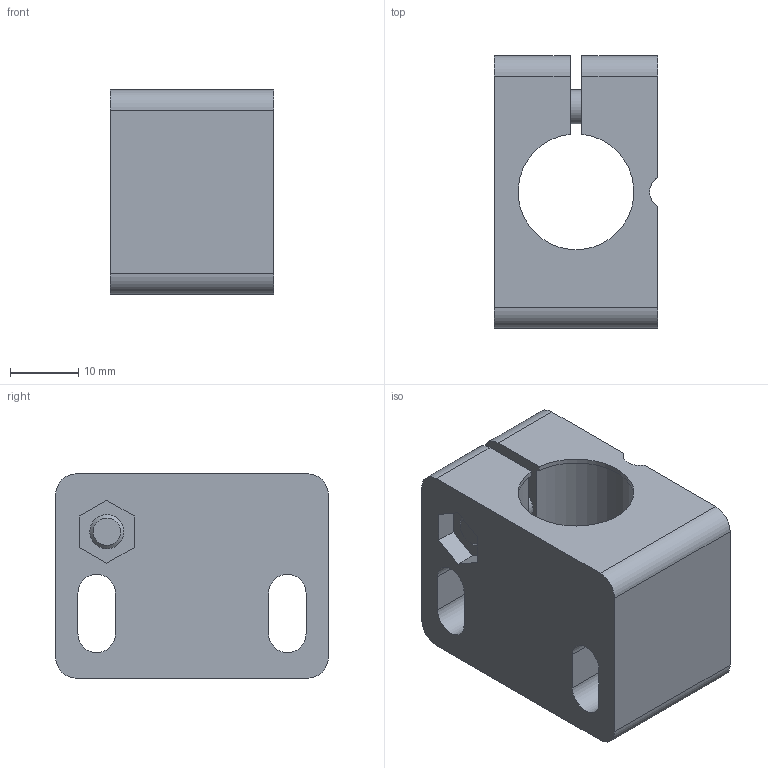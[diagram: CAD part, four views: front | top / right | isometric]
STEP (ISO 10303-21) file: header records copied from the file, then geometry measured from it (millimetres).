
FILE_DESCRIPTION(/* description */ ('STEP AP214'),/* implementation_level */ '2;1');
FILE_NAME(/* name */ '538350_SIEZ-B-18',/* time_stamp */ '2024-09-15T06:29:26+02:00',/* author */ ('License CC BY-ND 4.0'),/* organization */ ('CADENAS'),/* preprocessor_version */ 'ST-DEVELOPER v19.3',/* originating_system */ 'PARTsolutions',/* authorisation */ ' ');
FILE_SCHEMA (('AUTOMOTIVE_DESIGN {1 0 10303 214 3 1 1}'));
Length unit declared in the file: millimetre
Products named in the file (2): 538350 SIEZ-B-18; 538350 SIEZ-B-18_(p)
Assembly tree (1 placements, depth 2):
  538350 SIEZ-B-18
    538350 SIEZ-B-18_(p)
Bounding box: 24 x 40 x 30 mm (x, y, z)
Volume: 15955.2 mm3; surface area: 8939.2 mm2
Topology: 1 solids, 1 shells, 63 faces, 164 edges, 110 vertices
Faces by surface type: plane 37, cylinder 22, cone 4
Full cylindrical faces by diameter (mm): 5 x2, 5.5 x2, 8.5 x1
Entity records: 2374 total; most frequent: CARTESIAN_POINT 336, DIRECTION 326, ORIENTED_EDGE 306, EDGE_CURVE 153, AXIS2_PLACEMENT_3D 112, VERTEX_POINT 106, LINE 102, VECTOR 102
